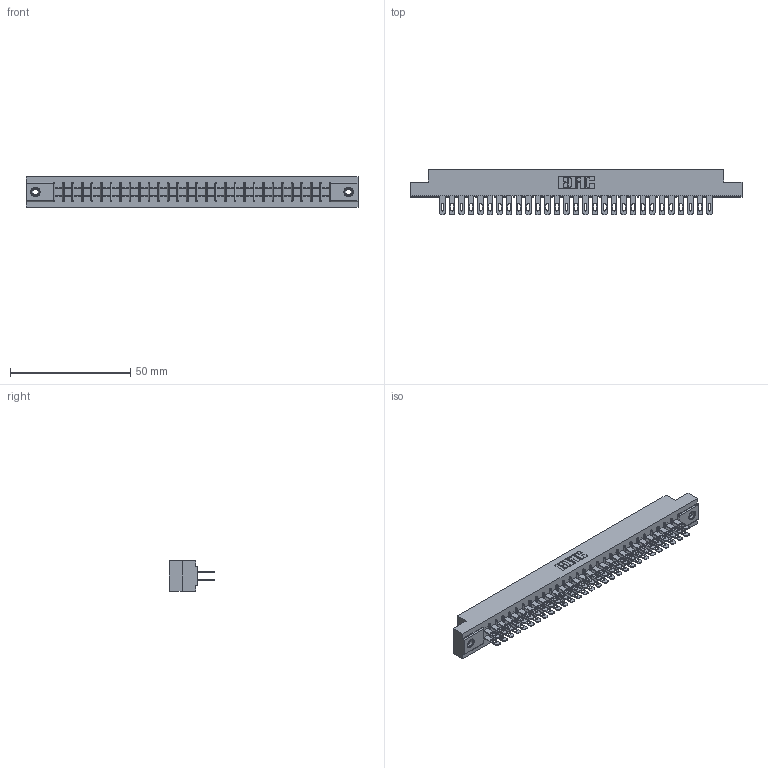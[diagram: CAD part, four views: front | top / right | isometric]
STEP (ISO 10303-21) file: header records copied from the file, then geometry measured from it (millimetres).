
FILE_DESCRIPTION (( 'STEP AP203' ), '1' );
FILE_NAME ('305-058-500-508.STEP', '2019-09-10T00:13:49', ( '' ), ( '' ), 'SwSTEP 2.0', 'SolidWorks 2016', '' );
FILE_SCHEMA (( 'CONFIG_CONTROL_DESIGN' ));
Length unit declared in the file: inch
Products named in the file (4): 305-290-001_500; 305 Part_.156 Dia; 305-058-500-508; 345-250-001_345-250-003-102
Assembly tree (61 placements, depth 2):
  305-058-500-508
    305 Part_.156 Dia
    305-290-001_500  x58
    345-250-001_345-250-003-102  x2
Bounding box: 137.92 x 18.85 x 12.7 mm (x, y, z)
Volume: 14081 mm3; surface area: 19418.3 mm2
Topology: 61 solids, 61 shells, 3076 faces, 8775 edges, 5686 vertices
Faces by surface type: plane 1724, cylinder 1220, sphere 116, cone 12, torus 4
Entity records: 34189 total; most frequent: CARTESIAN_POINT 5640, ORIENTED_EDGE 5590, DIRECTION 5479, EDGE_CURVE 2795, VECTOR 2241, LINE 2241, VERTEX_POINT 1780, AXIS2_PLACEMENT_3D 1619
